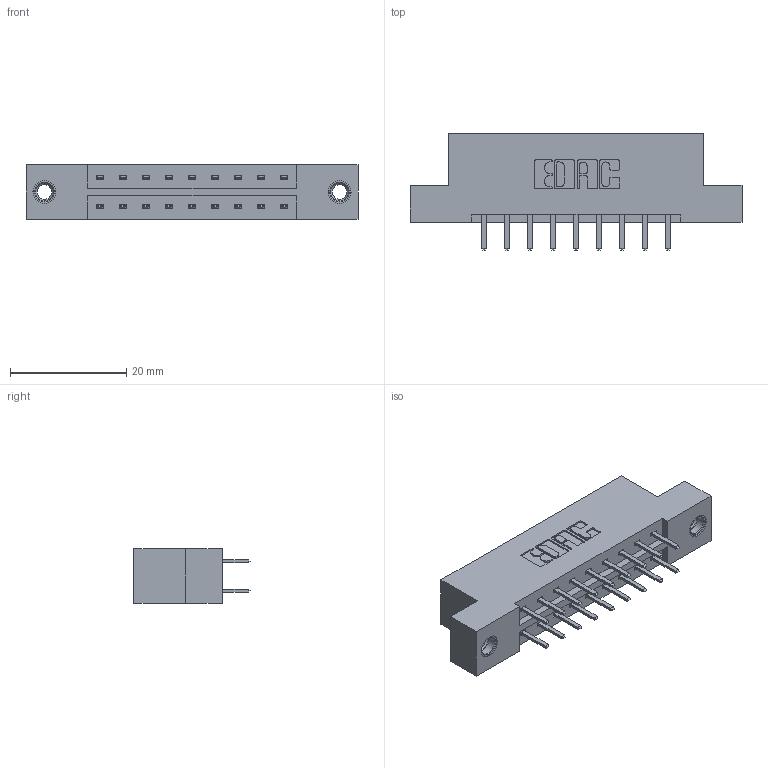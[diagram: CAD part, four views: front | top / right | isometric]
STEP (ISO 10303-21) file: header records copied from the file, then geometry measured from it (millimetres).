
FILE_DESCRIPTION (( 'STEP AP203' ), '1' );
FILE_NAME ('333-018-520-207.STEP', '2019-08-09T12:41:09', ( '' ), ( '' ), 'SwSTEP 2.0', 'SolidWorks 2016', '' );
FILE_SCHEMA (( 'CONFIG_CONTROL_DESIGN' ));
Length unit declared in the file: inch
Products named in the file (4): 345-292-001_345-293-120; 333 Part_Flush - .156 Dia - TI; 333-018-520-207; 345-250-001_345-250-005-103
Assembly tree (21 placements, depth 2):
  333-018-520-207
    333 Part_Flush - .156 Dia - TI
    345-292-001_345-293-120  x18
    345-250-001_345-250-005-103  x2
Bounding box: 57.2 x 20.02 x 9.4 mm (x, y, z)
Volume: 5509.8 mm3; surface area: 6172.6 mm2
Topology: 21 solids, 21 shells, 1182 faces, 3381 edges, 2198 vertices
Faces by surface type: plane 786, cylinder 380, cone 12, torus 4
Entity records: 11358 total; most frequent: CARTESIAN_POINT 1917, ORIENTED_EDGE 1834, DIRECTION 1715, EDGE_CURVE 917, VECTOR 765, LINE 765, VERTEX_POINT 604, AXIS2_PLACEMENT_3D 475
